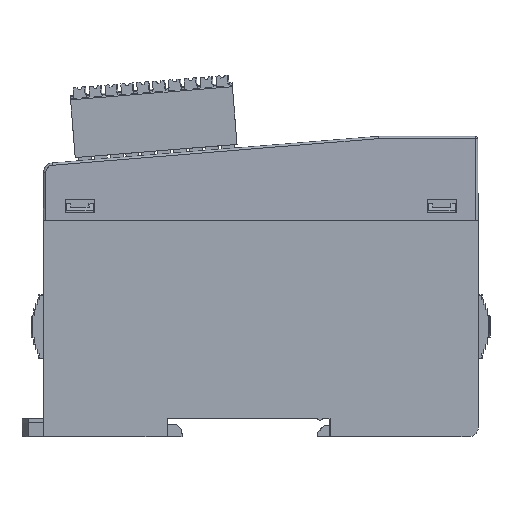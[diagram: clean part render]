
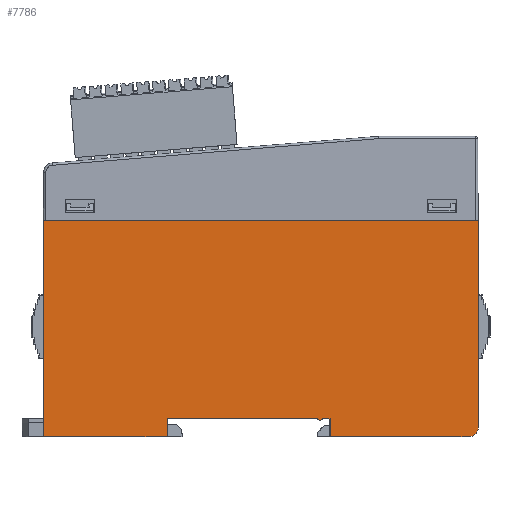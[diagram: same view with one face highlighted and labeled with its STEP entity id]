
A CAD part, left-side view. The second image highlights one B-rep face of the part: STEP entity #7786.
In plain terms, the highlighted planar face has unit normal (-1, 0, 0).
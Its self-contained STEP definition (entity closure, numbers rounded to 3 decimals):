
#6396=CIRCLE('',#41701,0.547);
#6418=CIRCLE('',#42237,2.);
#7786=ADVANCED_FACE('',(#11239),#9572,.T.);
#9572=PLANE('',#42238);
#11239=FACE_OUTER_BOUND('',#13121,.T.);
#13121=EDGE_LOOP('',(#17430,#17431,#17432,#17433,#17434,#17435,#17436,#17437,
#17438,#17439,#17440));
#17430=ORIENTED_EDGE('',*,*,#28104,.F.);
#17431=ORIENTED_EDGE('',*,*,#29786,.T.);
#17432=ORIENTED_EDGE('',*,*,#29787,.T.);
#17433=ORIENTED_EDGE('',*,*,#28238,.F.);
#17434=ORIENTED_EDGE('',*,*,#28263,.F.);
#17435=ORIENTED_EDGE('',*,*,#28513,.F.);
#17436=ORIENTED_EDGE('',*,*,#28096,.F.);
#17437=ORIENTED_EDGE('',*,*,#29569,.F.);
#17438=ORIENTED_EDGE('',*,*,#28541,.T.);
#17439=ORIENTED_EDGE('',*,*,#29788,.T.);
#17440=ORIENTED_EDGE('',*,*,#28507,.F.);
#24770=VERTEX_POINT('',#53569);
#24771=VERTEX_POINT('',#53571);
#24778=VERTEX_POINT('',#53586);
#24779=VERTEX_POINT('',#53588);
#24878=VERTEX_POINT('',#53866);
#24879=VERTEX_POINT('',#53868);
#24901=VERTEX_POINT('',#53915);
#25130=VERTEX_POINT('',#54441);
#25154=VERTEX_POINT('',#54507);
#25155=VERTEX_POINT('',#54509);
#25904=VERTEX_POINT('',#59815);
#28096=EDGE_CURVE('',#24770,#24771,#33094,.T.);
#28104=EDGE_CURVE('',#24778,#24779,#33102,.T.);
#28238=EDGE_CURVE('',#24878,#24879,#33213,.T.);
#28263=EDGE_CURVE('',#24901,#24878,#33235,.T.);
#28507=EDGE_CURVE('',#24779,#25130,#33471,.T.);
#28513=EDGE_CURVE('',#24771,#24901,#33477,.T.);
#28541=EDGE_CURVE('',#25155,#25154,#6396,.T.);
#29569=EDGE_CURVE('',#25155,#24770,#34527,.T.);
#29786=EDGE_CURVE('',#24778,#25904,#6418,.T.);
#29787=EDGE_CURVE('',#25904,#24879,#34649,.T.);
#29788=EDGE_CURVE('',#25154,#25130,#34650,.T.);
#33094=LINE('',#53570,#37447);
#33102=LINE('',#53587,#37455);
#33213=LINE('',#53867,#37566);
#33235=LINE('',#53916,#37588);
#33471=LINE('',#54440,#37824);
#33477=LINE('',#54451,#37830);
#34527=LINE('',#56573,#38880);
#34649=LINE('',#59816,#39002);
#34650=LINE('',#59817,#39003);
#37447=VECTOR('',#44244,1.);
#37455=VECTOR('',#44254,1.);
#37566=VECTOR('',#44503,1.);
#37588=VECTOR('',#44533,1.);
#37824=VECTOR('',#44809,1.);
#37830=VECTOR('',#44817,1.);
#38880=VECTOR('',#46731,1.);
#39002=VECTOR('',#47089,1.);
#39003=VECTOR('',#47090,1.);
#41701=AXIS2_PLACEMENT_3D('',#54508,#44866,#44867);
#42237=AXIS2_PLACEMENT_3D('',#59814,#47087,#47088);
#42238=AXIS2_PLACEMENT_3D('',#59818,#47091,#47092);
#44244=DIRECTION('',(0.,0.017,-1.));
#44254=DIRECTION('',(0.,1.,0.));
#44503=DIRECTION('',(0.,-1.,0.));
#44533=DIRECTION('',(0.,0.,1.));
#44809=DIRECTION('',(0.,0.,1.));
#44817=DIRECTION('',(0.,1.,0.));
#44866=DIRECTION('',(-1.,0.,0.));
#44867=DIRECTION('',(0.,0.,-1.));
#46731=DIRECTION('',(0.,1.,0.));
#47087=DIRECTION('',(-1.,0.,0.));
#47088=DIRECTION('',(0.,0.,1.));
#47089=DIRECTION('',(0.,0.,1.));
#47090=DIRECTION('',(0.,-1.,0.));
#47091=DIRECTION('',(-1.,0.,0.));
#47092=DIRECTION('',(0.,1.,0.));
#53569=CARTESIAN_POINT('',(-330.588,296.312,-32.797));
#53570=CARTESIAN_POINT('',(-330.588,296.312,-32.797));
#53571=CARTESIAN_POINT('',(-330.588,296.381,-36.801));
#53586=CARTESIAN_POINT('',(-330.588,229.994,-36.801));
#53587=CARTESIAN_POINT('',(-330.588,248.389,-36.801));
#53588=CARTESIAN_POINT('',(-330.588,260.553,-36.801));
#53866=CARTESIAN_POINT('',(-330.588,323.589,10.693));
#53867=CARTESIAN_POINT('',(-330.588,278.544,10.693));
#53868=CARTESIAN_POINT('',(-330.588,227.994,10.693));
#53915=CARTESIAN_POINT('',(-330.588,323.589,-36.801));
#53916=CARTESIAN_POINT('',(-330.588,323.589,-42.437));
#54440=CARTESIAN_POINT('',(-330.588,260.553,-39.127));
#54441=CARTESIAN_POINT('',(-330.588,260.553,-32.797));
#54451=CARTESIAN_POINT('',(-330.588,309.95,-36.801));
#54507=CARTESIAN_POINT('',(-330.588,262.274,-32.797));
#54508=CARTESIAN_POINT('',(-330.588,262.786,-32.605));
#54509=CARTESIAN_POINT('',(-330.588,263.298,-32.797));
#56573=CARTESIAN_POINT('',(-330.588,278.544,-32.797));
#59814=CARTESIAN_POINT('',(-330.588,229.994,-34.801));
#59815=CARTESIAN_POINT('',(-330.588,227.994,-34.801));
#59816=CARTESIAN_POINT('',(-330.588,227.994,-9.273));
#59817=CARTESIAN_POINT('',(-330.588,278.544,-32.797));
#59818=CARTESIAN_POINT('',(-330.588,278.544,-42.437));
